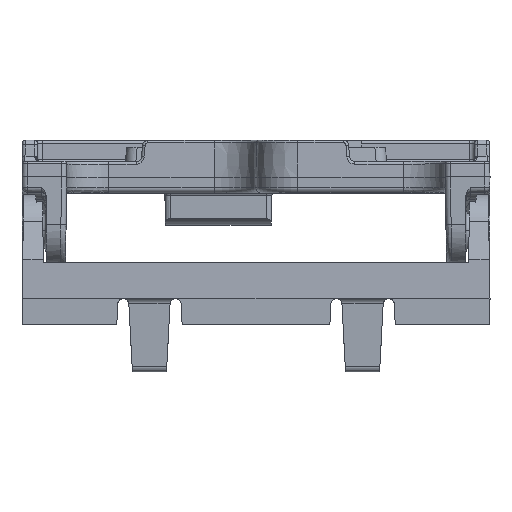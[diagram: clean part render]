
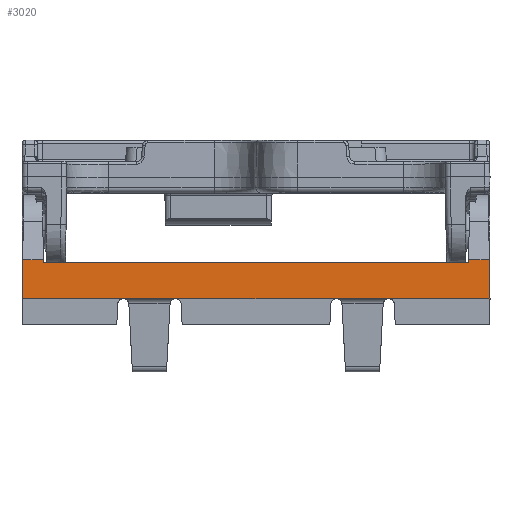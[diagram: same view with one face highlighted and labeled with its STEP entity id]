
A CAD part, top view. The second image highlights one B-rep face of the part: STEP entity #3020.
In plain terms, the highlighted planar face has unit normal (0, 0.018, 1).
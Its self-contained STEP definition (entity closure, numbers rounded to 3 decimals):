
#210=DIRECTION('',(1.,0.,0.));
#211=VECTOR('',#210,5.051);
#212=CARTESIAN_POINT('',(-12.726,-3.5,2.3));
#213=LINE('',#212,#211);
#214=DIRECTION('',(-0.017,-1.,0.017));
#215=VECTOR('',#214,3.745);
#216=CARTESIAN_POINT('',(-22.335,0.244,2.235));
#217=LINE('',#216,#215);
#218=DIRECTION('',(1.,0.,0.));
#219=VECTOR('',#218,1.983);
#220=CARTESIAN_POINT('',(-22.335,0.244,2.235));
#221=LINE('',#220,#219);
#222=DIRECTION('',(-1.,0.,0.));
#223=VECTOR('',#222,40.695);
#224=CARTESIAN_POINT('',(20.348,0.,2.239));
#225=LINE('',#224,#223);
#226=DIRECTION('',(0.017,1.,-0.017));
#227=VECTOR('',#226,0.244);
#228=CARTESIAN_POINT('',(20.348,0.,2.239));
#229=LINE('',#228,#227);
#230=DIRECTION('',(-1.,0.,0.));
#231=VECTOR('',#230,1.983);
#232=CARTESIAN_POINT('',(22.335,0.244,2.235));
#233=LINE('',#232,#231);
#234=DIRECTION('',(-0.017,1.,-0.017));
#235=VECTOR('',#234,3.745);
#236=CARTESIAN_POINT('',(22.4,-3.5,2.3));
#237=LINE('',#236,#235);
#238=DIRECTION('',(1.,0.,0.));
#239=VECTOR('',#238,5.051);
#240=CARTESIAN_POINT('',(7.674,-3.5,2.3));
#241=LINE('',#240,#239);
#246=DIRECTION('',(1.,0.,0.));
#247=VECTOR('',#246,15.349);
#248=CARTESIAN_POINT('',(-7.674,-3.5,2.3));
#249=LINE('',#248,#247);
#262=DIRECTION('',(1.,0.,0.));
#263=VECTOR('',#262,9.674);
#264=CARTESIAN_POINT('',(12.726,-3.5,2.3));
#265=LINE('',#264,#263);
#274=DIRECTION('',(1.,0.,0.));
#275=VECTOR('',#274,9.674);
#276=CARTESIAN_POINT('',(-22.4,-3.5,2.3));
#277=LINE('',#276,#275);
#290=CARTESIAN_POINT('',(-7.674,-3.5,2.3));
#439=DIRECTION('',(-0.017,1.,-0.017));
#440=VECTOR('',#439,0.244);
#441=CARTESIAN_POINT('',(-20.348,0.,2.239));
#442=LINE('',#441,#440);
#1641=CARTESIAN_POINT('',(7.674,-3.5,2.3));
#1647=CARTESIAN_POINT('',(12.726,-3.5,2.3));
#2248=CARTESIAN_POINT('',(-12.726,-3.5,2.3));
#2379=VERTEX_POINT('',#1647);
#2388=VERTEX_POINT('',#2248);
#2390=VERTEX_POINT('',#1641);
#2399=VERTEX_POINT('',#290);
#2513=CARTESIAN_POINT('',(22.335,0.244,2.235));
#2514=VERTEX_POINT('',#2513);
#2533=CARTESIAN_POINT('',(-22.335,0.244,
2.235));
#2534=VERTEX_POINT('',#2533);
#2563=CARTESIAN_POINT('',(20.352,0.244,2.235));
#2564=VERTEX_POINT('',#2563);
#2565=CARTESIAN_POINT('',(-20.352,0.244,
2.235));
#2566=VERTEX_POINT('',#2565);
#2567=CARTESIAN_POINT('',(20.348,0.,2.239));
#2568=CARTESIAN_POINT('',(-20.348,0.,2.239));
#2569=VERTEX_POINT('',#2567);
#2570=VERTEX_POINT('',#2568);
#2583=CARTESIAN_POINT('',(-22.4,-3.5,2.3));
#2584=VERTEX_POINT('',#2583);
#2585=CARTESIAN_POINT('',(22.4,-3.5,2.3));
#2586=VERTEX_POINT('',#2585);
#2991=CARTESIAN_POINT('',(-22.4,-3.5,2.3));
#2992=DIRECTION('',(0.,0.017,1.));
#2993=DIRECTION('',(1.,0.,0.));
#2994=AXIS2_PLACEMENT_3D('',#2991,#2992,#2993);
#2995=PLANE('',#2994);
#2997=ORIENTED_EDGE('',*,*,#2996,.F.);
#2999=ORIENTED_EDGE('',*,*,#2998,.F.);
#3001=ORIENTED_EDGE('',*,*,#3000,.F.);
#3003=ORIENTED_EDGE('',*,*,#3002,.F.);
#3005=ORIENTED_EDGE('',*,*,#3004,.T.);
#3007=ORIENTED_EDGE('',*,*,#3006,.F.);
#3008=ORIENTED_EDGE('',*,*,#2980,.F.);
#3009=ORIENTED_EDGE('',*,*,#2783,.T.);
#3011=ORIENTED_EDGE('',*,*,#3010,.F.);
#3013=ORIENTED_EDGE('',*,*,#3012,.F.);
#3015=ORIENTED_EDGE('',*,*,#3014,.F.);
#3017=ORIENTED_EDGE('',*,*,#3016,.F.);
#3018=EDGE_LOOP('',(#2997,#2999,#3001,#3003,#3005,#3007,#3008,#3009,#3011,#3013,
#3015,#3017));
#3019=FACE_OUTER_BOUND('',#3018,.F.);
#3020=ADVANCED_FACE('',(#3019),#2995,.T.);
#2783=EDGE_CURVE('',#2569,#2564,#229,.T.);
#2980=EDGE_CURVE('',#2569,#2570,#225,.T.);
#2996=EDGE_CURVE('',#2399,#2390,#249,.T.);
#2998=EDGE_CURVE('',#2388,#2399,#213,.T.);
#3000=EDGE_CURVE('',#2584,#2388,#277,.T.);
#3002=EDGE_CURVE('',#2534,#2584,#217,.T.);
#3004=EDGE_CURVE('',#2534,#2566,#221,.T.);
#3006=EDGE_CURVE('',#2570,#2566,#442,.T.);
#3010=EDGE_CURVE('',#2514,#2564,#233,.T.);
#3012=EDGE_CURVE('',#2586,#2514,#237,.T.);
#3014=EDGE_CURVE('',#2379,#2586,#265,.T.);
#3016=EDGE_CURVE('',#2390,#2379,#241,.T.);
